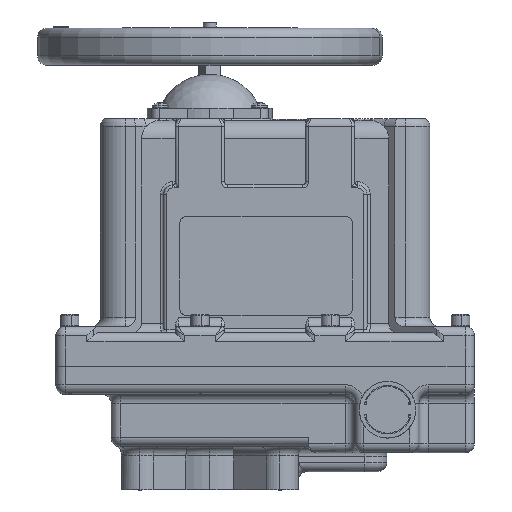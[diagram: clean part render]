
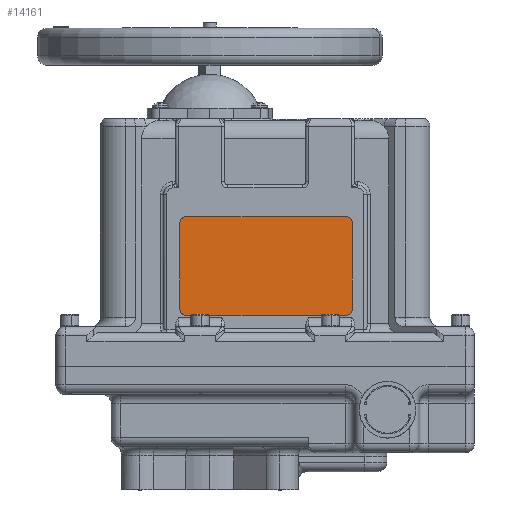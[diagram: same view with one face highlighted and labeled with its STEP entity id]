
A CAD part, top view. The second image highlights one B-rep face of the part: STEP entity #14161.
In plain terms, the highlighted planar face has unit normal (0, 0, 1).
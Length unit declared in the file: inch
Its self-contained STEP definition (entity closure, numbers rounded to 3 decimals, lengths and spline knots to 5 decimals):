
#721 = EDGE_LOOP ( 'NONE', ( #47050, #32155, #75536, #48080, #16278, #37179, #5309, #30242 ) ) ;
#1266 = EDGE_CURVE ( 'NONE', #81923, #10188, #11288, .T. ) ;
#4445 = VERTEX_POINT ( 'NONE', #44404 ) ;
#5309 = ORIENTED_EDGE ( 'NONE', *, *, #78700, .T. ) ;
#7595 = CARTESIAN_POINT ( 'NONE',  ( 2.89223, 1.1641, 2.43175 ) ) ;
#8666 = CARTESIAN_POINT ( 'NONE',  ( 2.77223, 1.1641, 2.43175 ) ) ;
#10188 = VERTEX_POINT ( 'NONE', #48324 ) ;
#11222 = DIRECTION ( 'NONE',  ( 0., 0., 1. ) ) ;
#11288 = LINE ( 'NONE', #76474, #61801 ) ;
#11840 = VECTOR ( 'NONE', #74836, 39.37008 ) ;
#14161 = ADVANCED_FACE ( 'NONE', ( #58090 ), #74749, .T. ) ;
#16278 = ORIENTED_EDGE ( 'NONE', *, *, #56992, .T. ) ;
#18582 = CARTESIAN_POINT ( 'NONE',  ( 2.77223, 1.0441, 2.43175 ) ) ;
#19383 = CARTESIAN_POINT ( 'NONE',  ( -0.48777, 1.0441, 2.43175 ) ) ;
#19659 = CARTESIAN_POINT ( 'NONE',  ( 2.77223, 2.9241, 2.43175 ) ) ;
#19743 = CIRCLE ( 'NONE', #80397, 0.12 ) ;
#23445 = CARTESIAN_POINT ( 'NONE',  ( 2.77223, 1.1641, 2.43175 ) ) ;
#23679 = AXIS2_PLACEMENT_3D ( 'NONE', #8666, #71703, #27561 ) ;
#25618 = CARTESIAN_POINT ( 'NONE',  ( -0.60777, 2.9241, 2.43175 ) ) ;
#26041 = DIRECTION ( 'NONE',  ( -1., 0., 0. ) ) ;
#27561 = DIRECTION ( 'NONE',  ( 1., 0., 0. ) ) ;
#28330 = AXIS2_PLACEMENT_3D ( 'NONE', #35753, #79729, #42168 ) ;
#29863 = DIRECTION ( 'NONE',  ( 1., 0., 0. ) ) ;
#30242 = ORIENTED_EDGE ( 'NONE', *, *, #53805, .T. ) ;
#30491 = EDGE_CURVE ( 'NONE', #53298, #4445, #66845, .T. ) ;
#32155 = ORIENTED_EDGE ( 'NONE', *, *, #47128, .T. ) ;
#32888 = VECTOR ( 'NONE', #39293, 39.37008 ) ;
#35753 = CARTESIAN_POINT ( 'NONE',  ( -0.48777, 1.1641, 2.43175 ) ) ;
#36091 = CIRCLE ( 'NONE', #28330, 0.12 ) ;
#37179 = ORIENTED_EDGE ( 'NONE', *, *, #1266, .T. ) ;
#39293 = DIRECTION ( 'NONE',  ( 0., 1., 0. ) ) ;
#39811 = VERTEX_POINT ( 'NONE', #70011 ) ;
#39939 = CARTESIAN_POINT ( 'NONE',  ( -0.48777, 3.0441, 2.43175 ) ) ;
#42168 = DIRECTION ( 'NONE',  ( -1., 0., 0. ) ) ;
#43311 = AXIS2_PLACEMENT_3D ( 'NONE', #19659, #63864, #26041 ) ;
#44404 = CARTESIAN_POINT ( 'NONE',  ( 2.89223, 1.1641, 2.43175 ) ) ;
#45057 = CIRCLE ( 'NONE', #43311, 0.12 ) ;
#45207 = CARTESIAN_POINT ( 'NONE',  ( 2.77223, 3.0441, 2.43175 ) ) ;
#47050 = ORIENTED_EDGE ( 'NONE', *, *, #30491, .T. ) ;
#47128 = EDGE_CURVE ( 'NONE', #4445, #39811, #81100, .T. ) ;
#47858 = EDGE_CURVE ( 'NONE', #80944, #56654, #75173, .T. ) ;
#48080 = ORIENTED_EDGE ( 'NONE', *, *, #47858, .T. ) ;
#48324 = CARTESIAN_POINT ( 'NONE',  ( -0.60777, 1.1641, 2.43175 ) ) ;
#49228 = CARTESIAN_POINT ( 'NONE',  ( -0.48777, 2.9241, 2.43175 ) ) ;
#53298 = VERTEX_POINT ( 'NONE', #18582 ) ;
#53805 = EDGE_CURVE ( 'NONE', #72175, #53298, #62329, .T. ) ;
#55579 = DIRECTION ( 'NONE',  ( -1., 0., 0. ) ) ;
#56654 = VERTEX_POINT ( 'NONE', #39939 ) ;
#56992 = EDGE_CURVE ( 'NONE', #56654, #81923, #19743, .T. ) ;
#58090 = FACE_OUTER_BOUND ( 'NONE', #721, .T. ) ;
#58461 = VECTOR ( 'NONE', #80043, 39.37008 ) ;
#59359 = EDGE_CURVE ( 'NONE', #39811, #80944, #45057, .T. ) ;
#61148 = CARTESIAN_POINT ( 'NONE',  ( -0.48777, 3.0441, 2.43175 ) ) ;
#61801 = VECTOR ( 'NONE', #76397, 39.37008 ) ;
#62329 = LINE ( 'NONE', #80815, #11840 ) ;
#63864 = DIRECTION ( 'NONE',  ( 0., 0., 1. ) ) ;
#66576 = AXIS2_PLACEMENT_3D ( 'NONE', #23445, #67627, #29863 ) ;
#66845 = CIRCLE ( 'NONE', #66576, 0.12 ) ;
#67627 = DIRECTION ( 'NONE',  ( 0., 0., 1. ) ) ;
#70011 = CARTESIAN_POINT ( 'NONE',  ( 2.89223, 2.9241, 2.43175 ) ) ;
#71703 = DIRECTION ( 'NONE',  ( 0., 0., 1. ) ) ;
#72175 = VERTEX_POINT ( 'NONE', #19383 ) ;
#74749 = PLANE ( 'NONE',  #23679 ) ;
#74836 = DIRECTION ( 'NONE',  ( 1., 0., 0. ) ) ;
#75173 = LINE ( 'NONE', #61148, #58461 ) ;
#75536 = ORIENTED_EDGE ( 'NONE', *, *, #59359, .T. ) ;
#76397 = DIRECTION ( 'NONE',  ( 0., -1., 0. ) ) ;
#76474 = CARTESIAN_POINT ( 'NONE',  ( -0.60777, 1.1641, 2.43175 ) ) ;
#78700 = EDGE_CURVE ( 'NONE', #10188, #72175, #36091, .T. ) ;
#79729 = DIRECTION ( 'NONE',  ( 0., 0., 1. ) ) ;
#80043 = DIRECTION ( 'NONE',  ( -1., 0., 0. ) ) ;
#80397 = AXIS2_PLACEMENT_3D ( 'NONE', #49228, #11222, #55579 ) ;
#80815 = CARTESIAN_POINT ( 'NONE',  ( -0.48777, 1.0441, 2.43175 ) ) ;
#80944 = VERTEX_POINT ( 'NONE', #45207 ) ;
#81100 = LINE ( 'NONE', #7595, #32888 ) ;
#81923 = VERTEX_POINT ( 'NONE', #25618 ) ;
